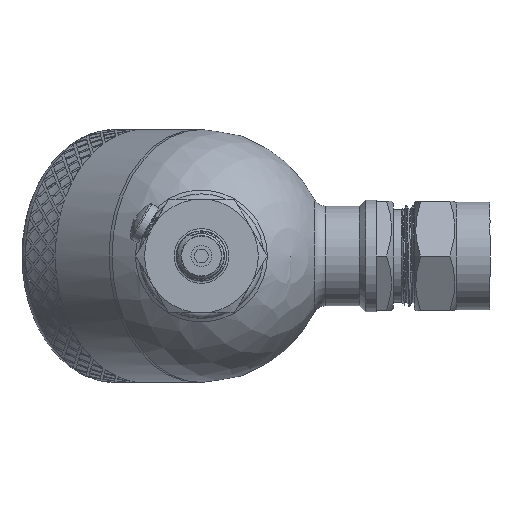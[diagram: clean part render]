
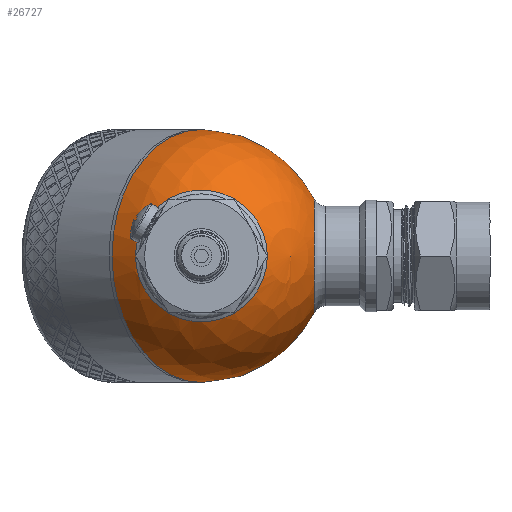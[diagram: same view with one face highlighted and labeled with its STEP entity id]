
A CAD part, left-side view. The second image highlights one B-rep face of the part: STEP entity #26727.
In plain terms, the highlighted spherical face has radius 30 mm.
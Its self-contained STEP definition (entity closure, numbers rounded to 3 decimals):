
#43=SPHERICAL_SURFACE('',#27844,30.);
#329=FACE_BOUND('',#5020,.T.);
#330=FACE_BOUND('',#5021,.T.);
#3166=FACE_OUTER_BOUND('',#5019,.T.);
#5019=EDGE_LOOP('',(#24257,#24258,#24259,#24260));
#5020=EDGE_LOOP('',(#24261));
#5021=EDGE_LOOP('',(#24262));
#5510=CIRCLE('',#27841,15.643);
#5513=CIRCLE('',#27845,30.);
#5514=CIRCLE('',#27846,30.);
#5515=CIRCLE('',#27847,30.);
#5516=CIRCLE('',#27848,13.5);
#12474=VERTEX_POINT('',#63936);
#12476=VERTEX_POINT('',#63942);
#12477=VERTEX_POINT('',#63943);
#12478=VERTEX_POINT('',#63945);
#12479=VERTEX_POINT('',#63948);
#16436=EDGE_CURVE('',#12474,#12474,#5510,.T.);
#16439=EDGE_CURVE('',#12476,#12477,#5513,.T.);
#16440=EDGE_CURVE('',#12476,#12478,#5514,.T.);
#16441=EDGE_CURVE('',#12477,#12476,#5515,.T.);
#16442=EDGE_CURVE('',#12479,#12479,#5516,.T.);
#24257=ORIENTED_EDGE('',*,*,#16439,.F.);
#24258=ORIENTED_EDGE('',*,*,#16440,.T.);
#24259=ORIENTED_EDGE('',*,*,#16440,.F.);
#24260=ORIENTED_EDGE('',*,*,#16441,.F.);
#24261=ORIENTED_EDGE('',*,*,#16436,.F.);
#24262=ORIENTED_EDGE('',*,*,#16442,.F.);
#26727=ADVANCED_FACE('',(#3166,#329,#330),#43,.T.);
#27841=AXIS2_PLACEMENT_3D('',#63937,#30614,#30615);
#27844=AXIS2_PLACEMENT_3D('',#63941,#30620,#30621);
#27845=AXIS2_PLACEMENT_3D('',#63944,#30622,#30623);
#27846=AXIS2_PLACEMENT_3D('',#63946,#30624,#30625);
#27847=AXIS2_PLACEMENT_3D('',#63947,#30626,#30627);
#27848=AXIS2_PLACEMENT_3D('',#63949,#30628,#30629);
#30614=DIRECTION('center_axis',(-0.707,0.,0.707));
#30615=DIRECTION('ref_axis',(0.707,0.,0.707));
#30620=DIRECTION('center_axis',(1.,0.,0.));
#30621=DIRECTION('ref_axis',(0.,-1.,0.));
#30622=DIRECTION('center_axis',(1.,0.,0.));
#30623=DIRECTION('ref_axis',(0.,1.,0.));
#30624=DIRECTION('center_axis',(0.,0.,1.));
#30625=DIRECTION('ref_axis',(0.,1.,0.));
#30626=DIRECTION('center_axis',(1.,0.,0.));
#30627=DIRECTION('ref_axis',(0.,1.,0.));
#30628=DIRECTION('center_axis',(-0.707,0.,-0.707));
#30629=DIRECTION('ref_axis',(-0.707,0.,0.707));
#63936=CARTESIAN_POINT('',(-29.162,0.,7.04));
#63937=CARTESIAN_POINT('Origin',(-18.101,0.,18.101));
#63941=CARTESIAN_POINT('Origin',(0.,0.,0.));
#63942=CARTESIAN_POINT('',(0.,30.,0.));
#63943=CARTESIAN_POINT('',(0.,-30.,0.));
#63944=CARTESIAN_POINT('Origin',(0.,0.,0.));
#63945=CARTESIAN_POINT('',(-30.,0.,0.));
#63946=CARTESIAN_POINT('Origin',(0.,0.,0.));
#63947=CARTESIAN_POINT('Origin',(0.,0.,0.));
#63948=CARTESIAN_POINT('',(-9.398,0.,-28.49));
#63949=CARTESIAN_POINT('Origin',(-18.944,0.,-18.944));
